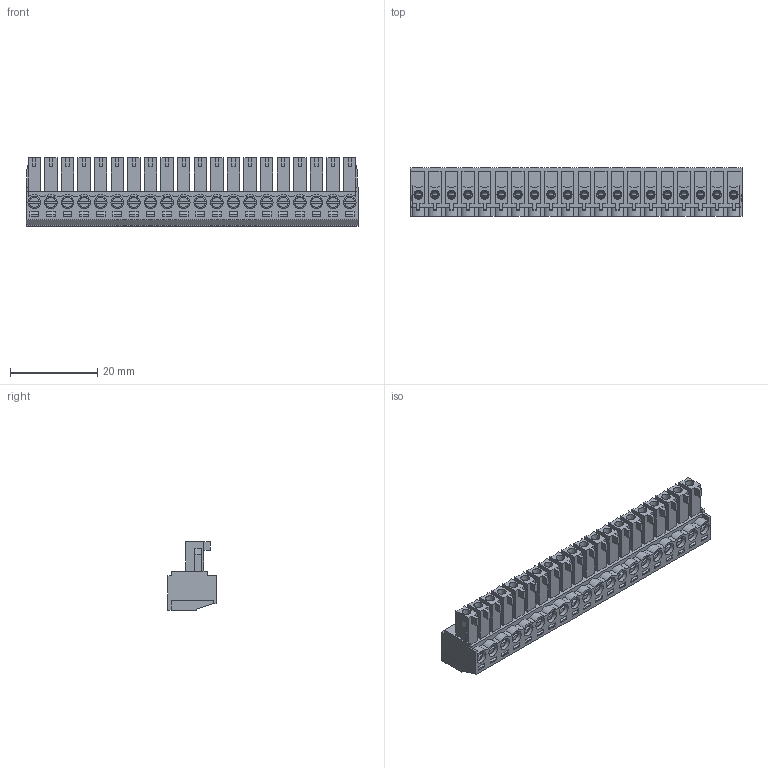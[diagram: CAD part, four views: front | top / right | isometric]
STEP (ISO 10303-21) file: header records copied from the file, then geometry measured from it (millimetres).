
FILE_DESCRIPTION( ( 'Unknown' ), '1' );
FILE_NAME( '691361300020.stp', 'Unknown', ( 'Unknown' ), ( 'Unknown' ), 'PSStep 14.0', 'Unknown', ' ' );
FILE_SCHEMA( ( 'AUTOMOTIVE_DESIGN { 1 0 10303 214 1 1 1 1 }' ) );
Length unit declared in the file: millimetre
Products named in the file (6): Assem1; 6913613000xx_PIN; 6913613000xx_VISSE; 6913613000xx_CAGE; 691361300020; 691361300020_CAPOT
Assembly tree (62 placements, depth 2):
  Assem1
    6913613000xx_PIN  x20
    6913613000xx_VISSE  x20
    6913613000xx_CAGE  x20
    691361300020
    691361300020_CAPOT
Bounding box: 76.2 x 11.1 x 15.8 mm (x, y, z)
Volume: 5556.2 mm3; surface area: 17856.3 mm2
Topology: 62 solids, 62 shells, 2974 faces, 7885 edges, 5153 vertices
Faces by surface type: plane 2314, cylinder 560, torus 60, cone 40
Full cylindrical faces by diameter (mm): 1.35 x20, 1.9 x40, 2 x20, 2.9 x40
Entity records: 58932 total; most frequent: CARTESIAN_POINT 8236, ORIENTED_EDGE 7920, DIRECTION 7392, EDGE_CURVE 3960, LINE 3660, VECTOR 3660, VERTEX_POINT 2662, EDGE_LOOP 1918
